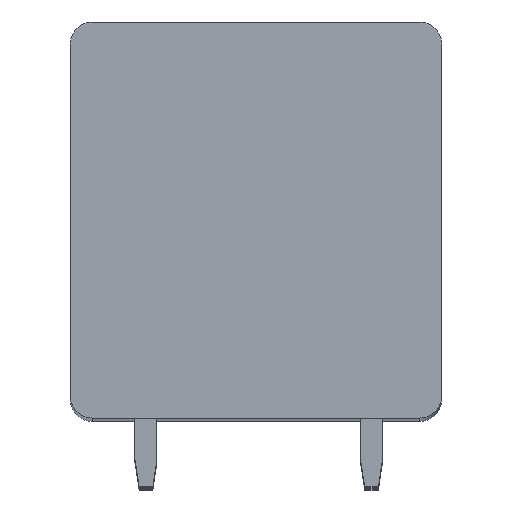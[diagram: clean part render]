
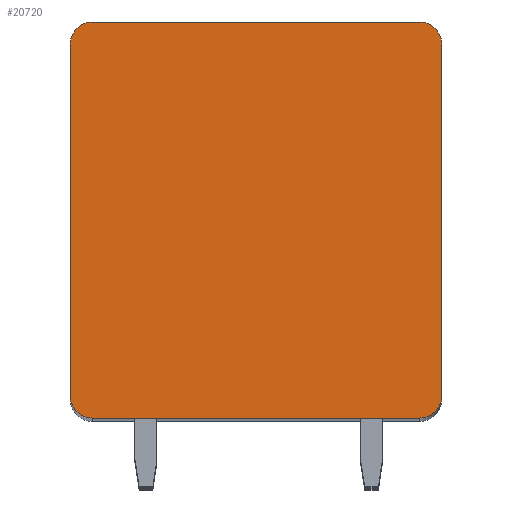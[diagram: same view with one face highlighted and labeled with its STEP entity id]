
A CAD part, top view. The second image highlights one B-rep face of the part: STEP entity #20720.
In plain terms, the highlighted planar face has unit normal (0, 0, 1).
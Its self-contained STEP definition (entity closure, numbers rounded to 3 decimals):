
#2589=CARTESIAN_POINT('',(-5.95,6.4,1.75));
#2590=DIRECTION('',(0.,0.,1.));
#2591=DIRECTION('',(0.,1.,0.));
#2592=AXIS2_PLACEMENT_3D('',#2589,#2590,#2591);
#2594=DIRECTION('',(-1.,0.,0.));
#2595=VECTOR('',#2594,11.9);
#2596=CARTESIAN_POINT('',(5.95,7.2,1.75));
#2597=LINE('',#2596,#2595);
#2598=CARTESIAN_POINT('',(5.95,6.4,1.75));
#2599=DIRECTION('',(0.,0.,1.));
#2600=DIRECTION('',(1.,0.,0.));
#2601=AXIS2_PLACEMENT_3D('',#2598,#2599,#2600);
#2603=DIRECTION('',(0.,1.,0.));
#2604=VECTOR('',#2603,12.8);
#2605=CARTESIAN_POINT('',(6.75,-6.4,1.75));
#2606=LINE('',#2605,#2604);
#2607=CARTESIAN_POINT('',(5.95,-6.4,1.75));
#2608=DIRECTION('',(0.,0.,1.));
#2609=DIRECTION('',(0.,-1.,0.));
#2610=AXIS2_PLACEMENT_3D('',#2607,#2608,#2609);
#2612=DIRECTION('',(1.,0.,0.));
#2613=VECTOR('',#2612,11.9);
#2614=CARTESIAN_POINT('',(-5.95,-7.2,1.75));
#2615=LINE('',#2614,#2613);
#2616=CARTESIAN_POINT('',(-5.95,-6.4,1.75));
#2617=DIRECTION('',(0.,0.,1.));
#2618=DIRECTION('',(-1.,0.,0.));
#2619=AXIS2_PLACEMENT_3D('',#2616,#2617,#2618);
#2621=DIRECTION('',(0.,-1.,0.));
#2622=VECTOR('',#2621,12.8);
#2623=CARTESIAN_POINT('',(-6.75,6.4,1.75));
#2624=LINE('',#2623,#2622);
#15309=CARTESIAN_POINT('',(-5.95,7.2,1.75));
#15310=VERTEX_POINT('',#15309);
#15311=CARTESIAN_POINT('',(-6.75,6.4,1.75));
#15312=VERTEX_POINT('',#15311);
#15317=CARTESIAN_POINT('',(6.75,6.4,1.75));
#15318=VERTEX_POINT('',#15317);
#15319=CARTESIAN_POINT('',(5.95,7.2,1.75));
#15320=VERTEX_POINT('',#15319);
#15325=CARTESIAN_POINT('',(-6.75,-6.4,1.75));
#15326=VERTEX_POINT('',#15325);
#15327=CARTESIAN_POINT('',(-5.95,-7.2,1.75));
#15328=VERTEX_POINT('',#15327);
#15333=CARTESIAN_POINT('',(5.95,-7.2,1.75));
#15334=VERTEX_POINT('',#15333);
#15335=CARTESIAN_POINT('',(6.75,-6.4,1.75));
#15336=VERTEX_POINT('',#15335);
#20705=CARTESIAN_POINT('',(0.,0.,1.75));
#20706=DIRECTION('',(0.,0.,1.));
#20707=DIRECTION('',(1.,0.,0.));
#20708=AXIS2_PLACEMENT_3D('',#20705,#20706,#20707);
#20709=PLANE('',#20708);
#20710=ORIENTED_EDGE('',*,*,#19119,.F.);
#20711=ORIENTED_EDGE('',*,*,#19135,.F.);
#20712=ORIENTED_EDGE('',*,*,#19680,.F.);
#20713=ORIENTED_EDGE('',*,*,#19695,.F.);
#20714=ORIENTED_EDGE('',*,*,#20088,.F.);
#20715=ORIENTED_EDGE('',*,*,#20101,.F.);
#20716=ORIENTED_EDGE('',*,*,#20496,.F.);
#20717=ORIENTED_EDGE('',*,*,#20508,.F.);
#20718=EDGE_LOOP('',(#20710,#20711,#20712,#20713,#20714,#20715,#20716,#20717));
#20719=FACE_OUTER_BOUND('',#20718,.F.);
#2593=CIRCLE('',#2592,0.8);
#2602=CIRCLE('',#2601,0.8);
#2611=CIRCLE('',#2610,0.8);
#2620=CIRCLE('',#2619,0.8);
#19119=EDGE_CURVE('',#15310,#15312,#2593,.T.);
#19135=EDGE_CURVE('',#15320,#15310,#2597,.T.);
#19680=EDGE_CURVE('',#15318,#15320,#2602,.T.);
#19695=EDGE_CURVE('',#15336,#15318,#2606,.T.);
#20088=EDGE_CURVE('',#15334,#15336,#2611,.T.);
#20101=EDGE_CURVE('',#15328,#15334,#2615,.T.);
#20496=EDGE_CURVE('',#15326,#15328,#2620,.T.);
#20508=EDGE_CURVE('',#15312,#15326,#2624,.T.);
#20720=ADVANCED_FACE('',(#20719),#20709,.T.);
